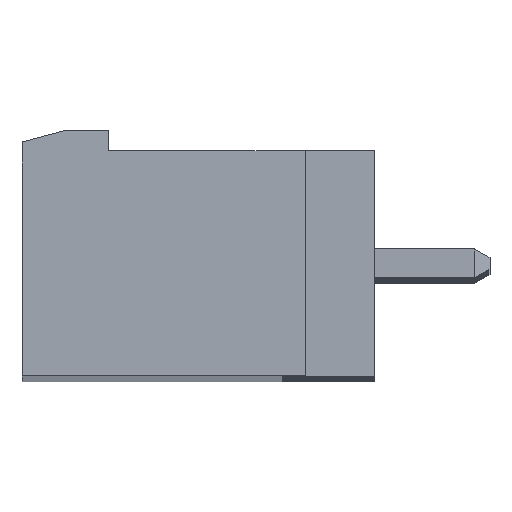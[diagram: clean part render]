
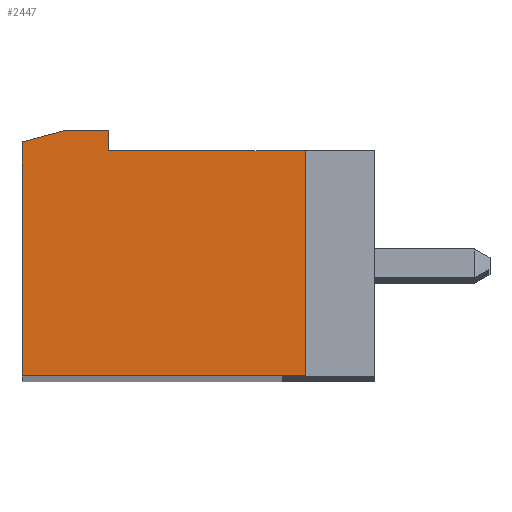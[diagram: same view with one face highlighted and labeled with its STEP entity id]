
A CAD part, top view. The second image highlights one B-rep face of the part: STEP entity #2447.
In plain terms, the highlighted planar face has unit normal (0, 0, 1).
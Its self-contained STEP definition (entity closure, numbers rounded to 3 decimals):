
#2447 = ADVANCED_FACE( '', ( #5037 ), #5038, .F. );
#5037 = FACE_OUTER_BOUND( '', #7685, .T. );
#5038 = PLANE( '', #7686 );
#7685 = EDGE_LOOP( '', ( #14957, #14958, #14959, #14960, #14961, #14962, #14963 ) );
#7686 = AXIS2_PLACEMENT_3D( '', #14964, #14965, #14966 );
#14957 = ORIENTED_EDGE( '', *, *, #18386, .F. );
#14958 = ORIENTED_EDGE( '', *, *, #16364, .F. );
#14959 = ORIENTED_EDGE( '', *, *, #17460, .F. );
#14960 = ORIENTED_EDGE( '', *, *, #18071, .F. );
#14961 = ORIENTED_EDGE( '', *, *, #17176, .F. );
#14962 = ORIENTED_EDGE( '', *, *, #16389, .F. );
#14963 = ORIENTED_EDGE( '', *, *, #16309, .F. );
#14964 = CARTESIAN_POINT( '', ( 197.225, 4.81, 97.52 ) );
#14965 = DIRECTION( '', ( 0., 0., -1. ) );
#14966 = DIRECTION( '', ( 0., -1., 0. ) );
#16309 = EDGE_CURVE( '', #19880, #19882, #19883, .T. );
#16364 = EDGE_CURVE( '', #19977, #19972, #19979, .T. );
#16389 = EDGE_CURVE( '', #19882, #20017, #20018, .T. );
#17176 = EDGE_CURVE( '', #20017, #21054, #21232, .T. );
#17460 = EDGE_CURVE( '', #21616, #19977, #21618, .T. );
#18071 = EDGE_CURVE( '', #21054, #21616, #22353, .T. );
#18386 = EDGE_CURVE( '', #19972, #19880, #22689, .T. );
#19880 = VERTEX_POINT( '', #24816 );
#19882 = VERTEX_POINT( '', #24819 );
#19883 = LINE( '', #24820, #24821 );
#19972 = VERTEX_POINT( '', #24956 );
#19977 = VERTEX_POINT( '', #24963 );
#19979 = LINE( '', #24966, #24967 );
#20017 = VERTEX_POINT( '', #25023 );
#20018 = LINE( '', #25024, #25025 );
#21054 = VERTEX_POINT( '', #26590 );
#21232 = LINE( '', #26878, #26879 );
#21616 = VERTEX_POINT( '', #27483 );
#21618 = LINE( '', #27486, #27487 );
#22353 = LINE( '', #28597, #28598 );
#22689 = LINE( '', #29070, #29071 );
#24816 = CARTESIAN_POINT( '', ( 197.425, 4.01, 97.52 ) );
#24819 = CARTESIAN_POINT( '', ( 204.225, 4.01, 97.52 ) );
#24820 = CARTESIAN_POINT( '', ( 204.025, 4.01, 97.52 ) );
#24821 = VECTOR( '', #29941, 1000. );
#24956 = CARTESIAN_POINT( '', ( 197.425, 4.71, 97.52 ) );
#24963 = CARTESIAN_POINT( '', ( 195.918, 4.71, 97.52 ) );
#24966 = CARTESIAN_POINT( '', ( 197.425, 4.71, 97.52 ) );
#24967 = VECTOR( '', #29991, 1000. );
#25023 = CARTESIAN_POINT( '', ( 204.225, -3.79, 97.52 ) );
#25024 = CARTESIAN_POINT( '', ( 204.225, -3.79, 97.52 ) );
#25025 = VECTOR( '', #30010, 1000. );
#26590 = CARTESIAN_POINT( '', ( 194.425, -3.79, 97.52 ) );
#26878 = CARTESIAN_POINT( '', ( 194.225, -3.79, 97.52 ) );
#26879 = VECTOR( '', #30653, 1000. );
#27483 = CARTESIAN_POINT( '', ( 194.425, 4.31, 97.52 ) );
#27486 = CARTESIAN_POINT( '', ( 195.918, 4.71, 97.52 ) );
#27487 = VECTOR( '', #30869, 1000. );
#28597 = CARTESIAN_POINT( '', ( 194.425, 4.41, 97.52 ) );
#28598 = VECTOR( '', #31281, 1000. );
#29070 = CARTESIAN_POINT( '', ( 197.425, 4.31, 97.52 ) );
#29071 = VECTOR( '', #31424, 1000. );
#29941 = DIRECTION( '', ( 1., 0., 0. ) );
#29991 = DIRECTION( '', ( 1., 0., 0. ) );
#30010 = DIRECTION( '', ( 0., -1., 0. ) );
#30653 = DIRECTION( '', ( -1., 0., 0. ) );
#30869 = DIRECTION( '', ( 0.966, 0.259, 0. ) );
#31281 = DIRECTION( '', ( 0., 1., 0. ) );
#31424 = DIRECTION( '', ( 0., -1., 0. ) );
